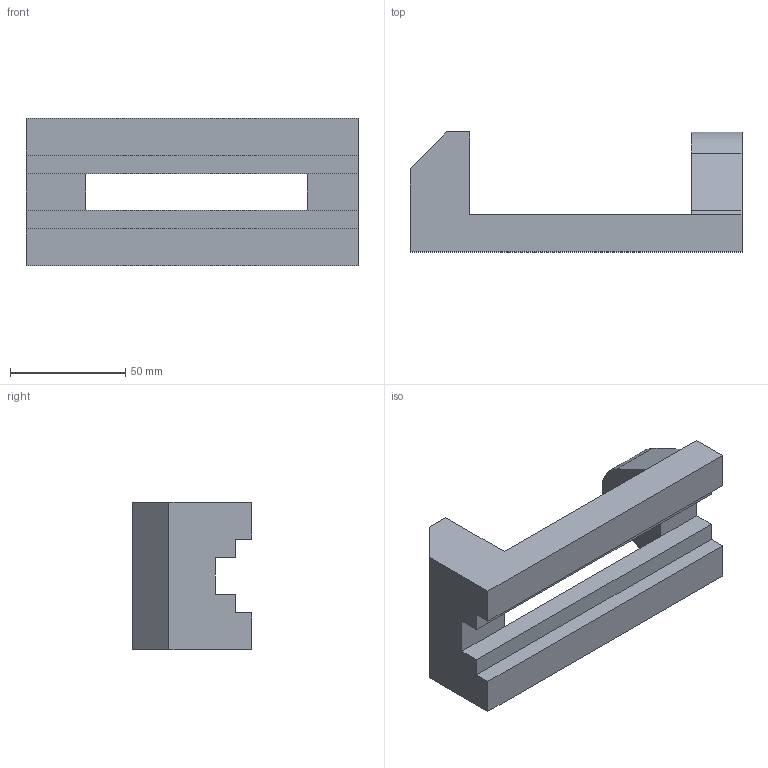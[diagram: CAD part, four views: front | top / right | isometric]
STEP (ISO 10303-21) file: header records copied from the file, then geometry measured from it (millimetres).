
FILE_DESCRIPTION (( 'STEP AP214' ), '1' );
FILE_NAME ('Part1.STEP', '2019-06-07T17:01:29', ( '' ), ( '' ), 'SwSTEP 2.0', 'SolidWorks 2018', '' );
FILE_SCHEMA (( 'AUTOMOTIVE_DESIGN' ));
Length unit declared in the file: millimetre
Products named in the file (1): Part1
Bounding box: 144 x 52 x 64 mm (x, y, z)
Volume: 170503 mm3; surface area: 35719.1 mm2
Topology: 1 solids, 1 shells, 27 faces, 77 edges, 50 vertices
Faces by surface type: plane 22, cylinder 5
Entity records: 911 total; most frequent: CARTESIAN_POINT 155, ORIENTED_EDGE 154, DIRECTION 143, EDGE_CURVE 77, LINE 67, VECTOR 67, VERTEX_POINT 50, AXIS2_PLACEMENT_3D 38
